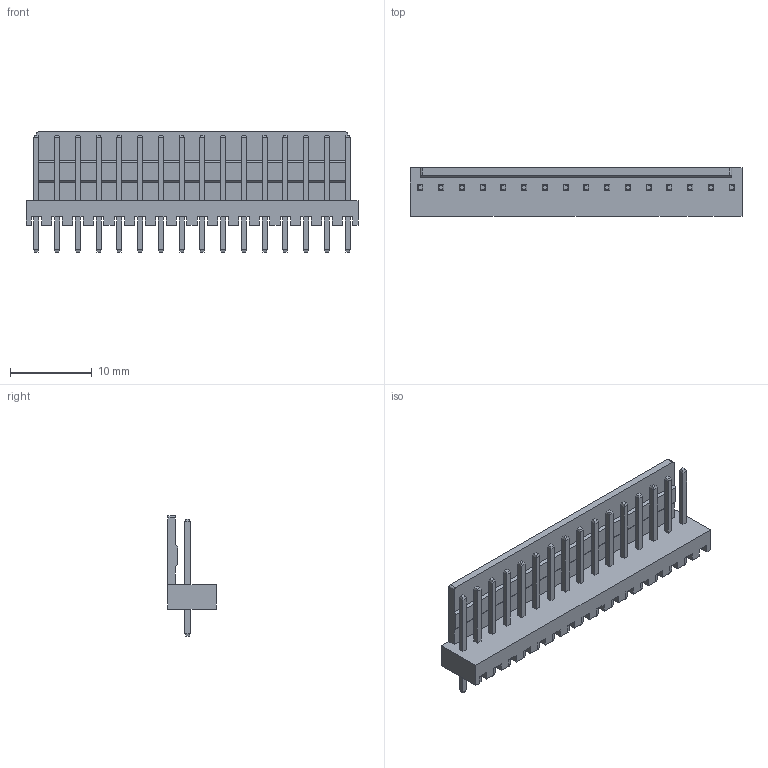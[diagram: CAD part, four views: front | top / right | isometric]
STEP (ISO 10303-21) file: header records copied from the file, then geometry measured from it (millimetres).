
FILE_DESCRIPTION (( 'STEP AP214' ), '1' );
FILE_NAME ('User Library-DS1070-16 (WF-16 CONNFLY).STEP', '2019-01-04T11:55:45', ( '' ), ( '' ), 'SwSTEP 2.0', 'SolidWorks 2018', '' );
FILE_SCHEMA (( 'AUTOMOTIVE_DESIGN' ));
Length unit declared in the file: millimetre
Products named in the file (1): User Library-DS1070-16 (WF-16 CONNFLY)
Bounding box: 40.64 x 5.9 x 14.7 mm (x, y, z)
Volume: 991.7 mm3; surface area: 2066.5 mm2
Topology: 1 solids, 1 shells, 368 faces, 874 edges, 540 vertices
Faces by surface type: plane 366, cylinder 2
Entity records: 11132 total; most frequent: CARTESIAN_POINT 1783, ORIENTED_EDGE 1748, DIRECTION 1616, EDGE_CURVE 874, LINE 870, VECTOR 870, VERTEX_POINT 540, EDGE_LOOP 400
